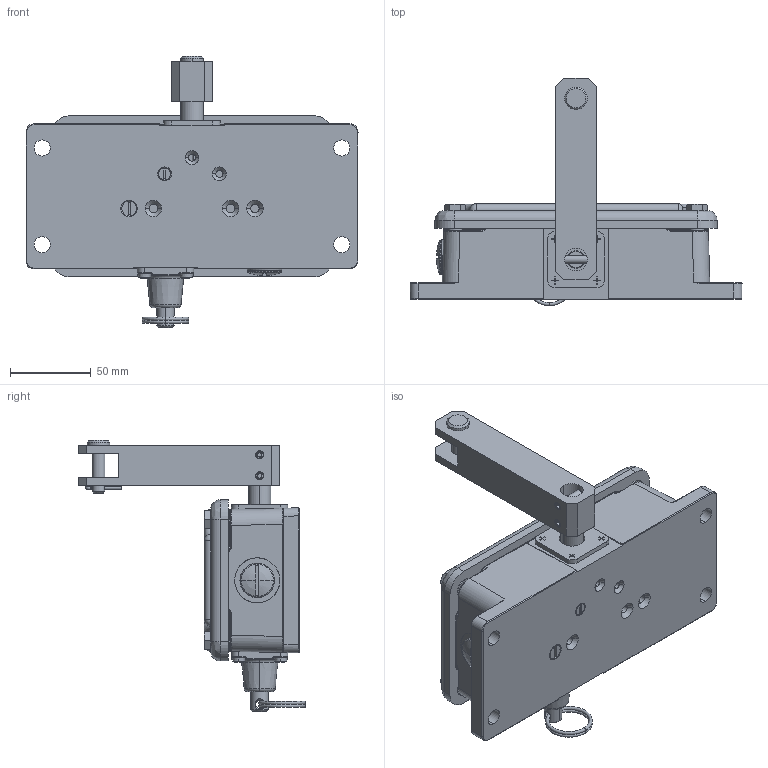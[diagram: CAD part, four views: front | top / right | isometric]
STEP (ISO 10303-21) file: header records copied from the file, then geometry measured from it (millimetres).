
FILE_DESCRIPTION((''),'2;1');
FILE_NAME('188752_ASM','2016-02-01T',('pdmadmin'),(''),'PRO/ENGINEER BY PARAMETRIC TECHNOLOGY CORPORATION, 2013230','PRO/ENGINEER BY PARAMETRIC TECHNOLOGY CORPORATION, 2013230','');
FILE_SCHEMA(('CONFIG_CONTROL_DESIGN'));
Length unit declared in the file: millimetre
Products named in the file (6): RP-QM90F; RP-QM90F-100L_PRT_1; RP-QM90F-100L_PRT_2; RP-QM90F-100L_PRT_3; RP-QM90F-100L_ASM; 188752_ASM
Assembly tree (5 placements, depth 3):
  188752_ASM
    RP-QM90F-100L_ASM
      RP-QM90F
      RP-QM90F-100L_PRT_1
      RP-QM90F-100L_PRT_2
      RP-QM90F-100L_PRT_3
Bounding box: 206 x 141 x 168.27 mm (x, y, z)
Volume: 525548.2 mm3; surface area: 156705.1 mm2
Topology: 4 solids, 9 shells, 1567 faces, 3948 edges, 2389 vertices
Faces by surface type: plane 727, cylinder 449, cone 164, torus 111, bspline 72, sphere 44
Entity records: 50641 total; most frequent: CARTESIAN_POINT 13562, ORIENTED_EDGE 7784, DIRECTION 7728, EDGE_CURVE 3892, AXIS2_PLACEMENT_3D 2881, VERTEX_POINT 2389, VECTOR 1966, LINE 1966
